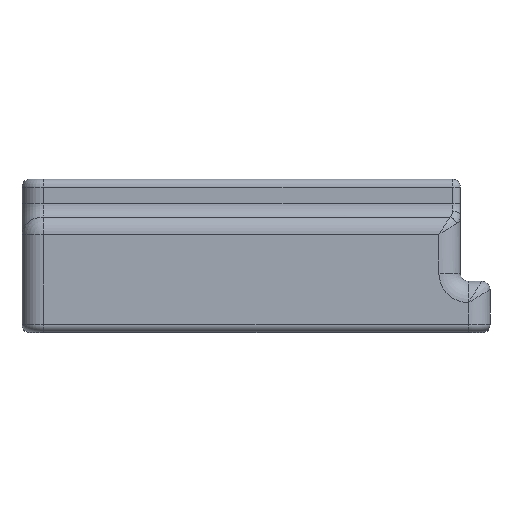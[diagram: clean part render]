
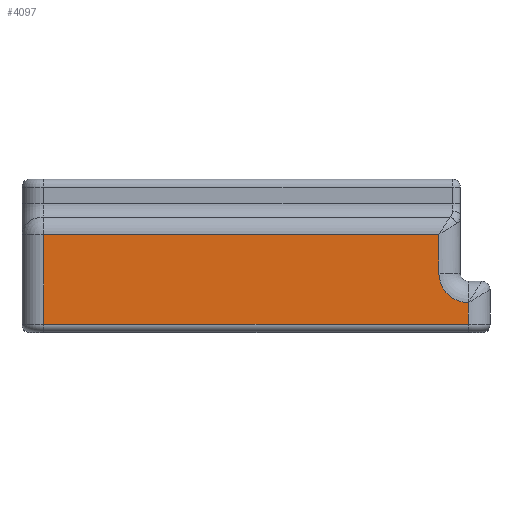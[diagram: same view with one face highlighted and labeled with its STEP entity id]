
A CAD part, top view. The second image highlights one B-rep face of the part: STEP entity #4097.
In plain terms, the highlighted planar face has unit normal (0, 0, 1).
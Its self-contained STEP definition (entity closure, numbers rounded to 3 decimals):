
#249 = CARTESIAN_POINT ( 'NONE',  ( 31.5, 18.155, 41. ) ) ;
#344 = DIRECTION ( 'NONE',  ( 0., 0., -1. ) ) ;
#470 = PLANE ( 'NONE',  #4028 ) ;
#491 = VECTOR ( 'NONE', #3135, 1000. ) ;
#545 = VERTEX_POINT ( 'NONE', #3973 ) ;
#553 = LINE ( 'NONE', #1664, #491 ) ;
#579 = LINE ( 'NONE', #2735, #995 ) ;
#651 = VERTEX_POINT ( 'NONE', #249 ) ;
#805 = DIRECTION ( 'NONE',  ( 0., 1., 0. ) ) ;
#924 = ORIENTED_EDGE ( 'NONE', *, *, #2610, .T. ) ;
#925 = EDGE_CURVE ( 'NONE', #1583, #651, #553, .T. ) ;
#995 = VECTOR ( 'NONE', #2058, 1000. ) ;
#1013 = ORIENTED_EDGE ( 'NONE', *, *, #2202, .T. ) ;
#1124 = VECTOR ( 'NONE', #3114, 1000. ) ;
#1264 = EDGE_CURVE ( 'NONE', #2837, #4383, #4122, .T. ) ;
#1448 = DIRECTION ( 'NONE',  ( -1., 0., 0. ) ) ;
#1468 = VECTOR ( 'NONE', #805, 1000. ) ;
#1583 = VERTEX_POINT ( 'NONE', #4543 ) ;
#1639 = LINE ( 'NONE', #2004, #1124 ) ;
#1664 = CARTESIAN_POINT ( 'NONE',  ( 31.5, 9.5, 41. ) ) ;
#1844 = EDGE_CURVE ( 'NONE', #545, #3956, #1639, .T. ) ;
#1954 = VECTOR ( 'NONE', #4205, 1000. ) ;
#2004 = CARTESIAN_POINT ( 'NONE',  ( -42., 9.5, 41. ) ) ;
#2058 = DIRECTION ( 'NONE',  ( 1., 0., 0. ) ) ;
#2133 = CARTESIAN_POINT ( 'NONE',  ( -42., 1.5, 41. ) ) ;
#2179 = CARTESIAN_POINT ( 'NONE',  ( 37., 11., 41. ) ) ;
#2202 = EDGE_CURVE ( 'NONE', #651, #545, #4528, .T. ) ;
#2266 = CARTESIAN_POINT ( 'NONE',  ( 0., 18.155, 41. ) ) ;
#2353 = CARTESIAN_POINT ( 'NONE',  ( 37., 1.5, 41. ) ) ;
#2610 = EDGE_CURVE ( 'NONE', #4383, #1583, #4034, .T. ) ;
#2641 = CARTESIAN_POINT ( 'NONE',  ( 0., 9.5, 41. ) ) ;
#2688 = DIRECTION ( 'NONE',  ( -1., 0., 0. ) ) ;
#2735 = CARTESIAN_POINT ( 'NONE',  ( 0., 1.5, 41. ) ) ;
#2815 = ORIENTED_EDGE ( 'NONE', *, *, #925, .T. ) ;
#2837 = VERTEX_POINT ( 'NONE', #2353 ) ;
#3114 = DIRECTION ( 'NONE',  ( 0., -1., 0. ) ) ;
#3135 = DIRECTION ( 'NONE',  ( 0., 1., 0. ) ) ;
#3371 = DIRECTION ( 'NONE',  ( 0., 0., -1. ) ) ;
#3779 = CARTESIAN_POINT ( 'NONE',  ( 37., 9.5, 41. ) ) ;
#3786 = EDGE_CURVE ( 'NONE', #3956, #2837, #579, .T. ) ;
#3956 = VERTEX_POINT ( 'NONE', #2133 ) ;
#3973 = CARTESIAN_POINT ( 'NONE',  ( -42., 18.155, 41. ) ) ;
#4028 = AXIS2_PLACEMENT_3D ( 'NONE', #2641, #3371, #2688 ) ;
#4034 = CIRCLE ( 'NONE', #4651, 5.5 ) ;
#4097 = ADVANCED_FACE ( 'NONE', ( #4103 ), #470, .F. ) ;
#4103 = FACE_OUTER_BOUND ( 'NONE', #4640, .T. ) ;
#4122 = LINE ( 'NONE', #3779, #1468 ) ;
#4205 = DIRECTION ( 'NONE',  ( -1., 0., 0. ) ) ;
#4383 = VERTEX_POINT ( 'NONE', #4774 ) ;
#4448 = ORIENTED_EDGE ( 'NONE', *, *, #1264, .T. ) ;
#4528 = LINE ( 'NONE', #2266, #1954 ) ;
#4543 = CARTESIAN_POINT ( 'NONE',  ( 31.5, 11., 41. ) ) ;
#4636 = ORIENTED_EDGE ( 'NONE', *, *, #1844, .T. ) ;
#4640 = EDGE_LOOP ( 'NONE', ( #1013, #4636, #4715, #4448, #924, #2815 ) ) ;
#4651 = AXIS2_PLACEMENT_3D ( 'NONE', #2179, #344, #1448 ) ;
#4715 = ORIENTED_EDGE ( 'NONE', *, *, #3786, .T. ) ;
#4774 = CARTESIAN_POINT ( 'NONE',  ( 37., 5.5, 41. ) ) ;
